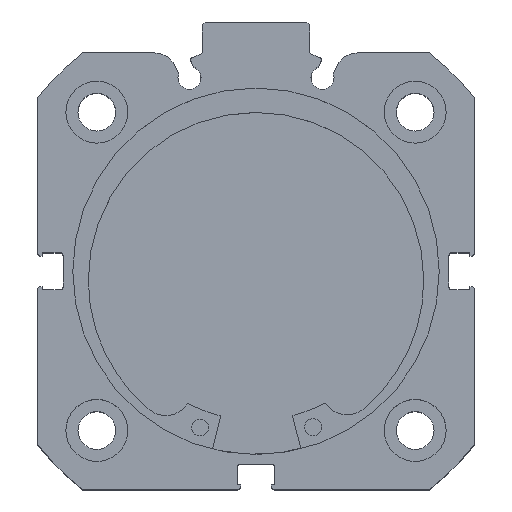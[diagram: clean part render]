
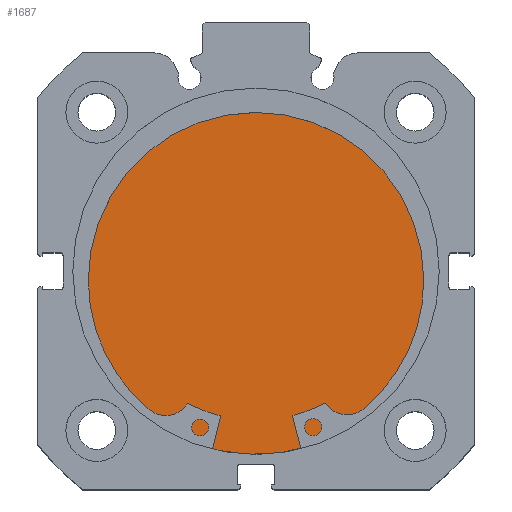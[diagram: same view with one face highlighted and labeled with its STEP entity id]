
A CAD part, top view. The second image highlights one B-rep face of the part: STEP entity #1687.
In plain terms, the highlighted face is planar.
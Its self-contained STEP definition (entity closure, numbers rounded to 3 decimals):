
#83 = FACE_OUTER_BOUND ( 'NONE', #6024, .T. ) ;
#499 = AXIS2_PLACEMENT_3D ( 'NONE', #1507, #3914, #3922 ) ;
#964 = EDGE_CURVE ( 'NONE', #3242, #3480, #6252, .T. ) ;
#999 = AXIS2_PLACEMENT_3D ( 'NONE', #3408, #3414, #3482 ) ;
#1110 = EDGE_CURVE ( 'NONE', #3480, #3242, #6264, .T. ) ;
#1153 = AXIS2_PLACEMENT_3D ( 'NONE', #3428, #3519, #3522 ) ;
#1507 = CARTESIAN_POINT ( 'NONE',  ( 9.5, 32.5, 0. ) ) ;
#1515 = PLANE ( 'NONE',  #499 ) ;
#1687 = ADVANCED_FACE ( 'NONE', ( #83 ), #1515, .F. ) ;
#3242 = VERTEX_POINT ( 'NONE', #4372 ) ;
#3408 = CARTESIAN_POINT ( 'NONE',  ( 9.5, 0., 0. ) ) ;
#3414 = DIRECTION ( 'NONE',  ( -1., 0., 0. ) ) ;
#3428 = CARTESIAN_POINT ( 'NONE',  ( 9.5, 0., 0. ) ) ;
#3480 = VERTEX_POINT ( 'NONE', #4148 ) ;
#3482 = DIRECTION ( 'NONE',  ( 0., 0., 1. ) ) ;
#3519 = DIRECTION ( 'NONE',  ( -1., 0., 0. ) ) ;
#3522 = DIRECTION ( 'NONE',  ( 0., 0., 1. ) ) ;
#3914 = DIRECTION ( 'NONE',  ( -1., 0., 0. ) ) ;
#3922 = DIRECTION ( 'NONE',  ( 0., 0., 1. ) ) ;
#4148 = CARTESIAN_POINT ( 'NONE',  ( 9.5, 0., 32.5 ) ) ;
#4372 = CARTESIAN_POINT ( 'NONE',  ( 9.5, 0., -32.5 ) ) ;
#5075 = ORIENTED_EDGE ( 'NONE', *, *, #964, .F. ) ;
#5409 = ORIENTED_EDGE ( 'NONE', *, *, #1110, .F. ) ;
#6024 = EDGE_LOOP ( 'NONE', ( #5409, #5075 ) ) ;
#6252 = CIRCLE ( 'NONE', #999, 32.5 ) ;
#6264 = CIRCLE ( 'NONE', #1153, 32.5 ) ;
